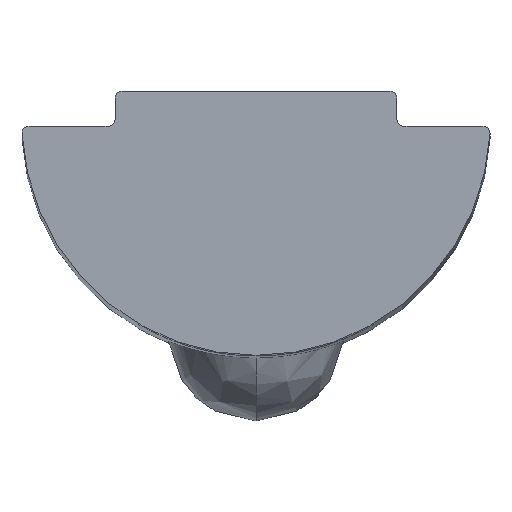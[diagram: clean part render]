
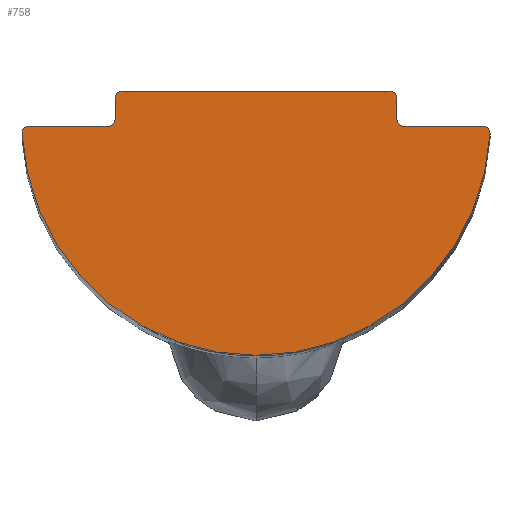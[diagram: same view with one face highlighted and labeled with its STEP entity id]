
A CAD part, top view. The second image highlights one B-rep face of the part: STEP entity #758.
In plain terms, the highlighted planar face has unit normal (0, 0, 1).
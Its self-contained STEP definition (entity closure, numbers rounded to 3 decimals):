
#15 = DIRECTION ( 'NONE',  ( -1., 0., 0. ) ) ;
#42 = VECTOR ( 'NONE', #450, 1000. ) ;
#45 = AXIS2_PLACEMENT_3D ( 'NONE', #522, #458, #80 ) ;
#47 = VERTEX_POINT ( 'NONE', #358 ) ;
#51 = DIRECTION ( 'NONE',  ( 1., 0., 0. ) ) ;
#52 = LINE ( 'NONE', #88, #42 ) ;
#80 = DIRECTION ( 'NONE',  ( -1., 0., 0. ) ) ;
#81 = EDGE_CURVE ( 'NONE', #866, #577, #787, .T. ) ;
#86 = LINE ( 'NONE', #460, #618 ) ;
#88 = CARTESIAN_POINT ( 'NONE',  ( 0., 0., 80. ) ) ;
#97 = ORIENTED_EDGE ( 'NONE', *, *, #122, .F. ) ;
#122 = EDGE_CURVE ( 'NONE', #446, #689, #525, .T. ) ;
#130 = CARTESIAN_POINT ( 'NONE',  ( -4.2, 0.2, 80. ) ) ;
#134 = ORIENTED_EDGE ( 'NONE', *, *, #313, .F. ) ;
#135 = DIRECTION ( 'NONE',  ( 0., 0., -1. ) ) ;
#138 = VERTEX_POINT ( 'NONE', #641 ) ;
#149 = DIRECTION ( 'NONE',  ( 1., 0., 0. ) ) ;
#154 = LINE ( 'NONE', #662, #935 ) ;
#162 = FACE_OUTER_BOUND ( 'NONE', #619, .T. ) ;
#165 = CARTESIAN_POINT ( 'NONE',  ( 4., 0.2, 80. ) ) ;
#178 = EDGE_CURVE ( 'NONE', #287, #689, #52, .T. ) ;
#182 = AXIS2_PLACEMENT_3D ( 'NONE', #343, #710, #423 ) ;
#187 = EDGE_CURVE ( 'NONE', #138, #906, #482, .T. ) ;
#189 = CARTESIAN_POINT ( 'NONE',  ( 0., 0.152, 80. ) ) ;
#200 = EDGE_CURVE ( 'NONE', #47, #606, #86, .T. ) ;
#264 = CIRCLE ( 'NONE', #45, 0.2 ) ;
#271 = DIRECTION ( 'NONE',  ( 0., 0., 1. ) ) ;
#275 = EDGE_CURVE ( 'NONE', #866, #687, #776, .T. ) ;
#280 = DIRECTION ( 'NONE',  ( 1., 0., 0. ) ) ;
#287 = VERTEX_POINT ( 'NONE', #668 ) ;
#298 = VERTEX_POINT ( 'NONE', #597 ) ;
#304 = DIRECTION ( 'NONE',  ( 0., 0., -1. ) ) ;
#313 = EDGE_CURVE ( 'NONE', #47, #687, #833, .T. ) ;
#343 = CARTESIAN_POINT ( 'NONE',  ( -6.442, -0.2, 80. ) ) ;
#357 = CARTESIAN_POINT ( 'NONE',  ( 4., 0.8, 80. ) ) ;
#358 = CARTESIAN_POINT ( 'NONE',  ( -4., 0.8, 80. ) ) ;
#359 = CARTESIAN_POINT ( 'NONE',  ( 3.8, 1., 80. ) ) ;
#374 = CARTESIAN_POINT ( 'NONE',  ( -3.8, 0.8, 80. ) ) ;
#388 = DIRECTION ( 'NONE',  ( 0., 0., -1. ) ) ;
#394 = PLANE ( 'NONE',  #882 ) ;
#412 = AXIS2_PLACEMENT_3D ( 'NONE', #806, #812, #149 ) ;
#419 = VERTEX_POINT ( 'NONE', #885 ) ;
#423 = DIRECTION ( 'NONE',  ( -1., 0., 0. ) ) ;
#427 = AXIS2_PLACEMENT_3D ( 'NONE', #374, #388, #538 ) ;
#436 = DIRECTION ( 'NONE',  ( 0., 1., 0. ) ) ;
#437 = AXIS2_PLACEMENT_3D ( 'NONE', #130, #135, #280 ) ;
#443 = ORIENTED_EDGE ( 'NONE', *, *, #595, .T. ) ;
#445 = CIRCLE ( 'NONE', #182, 0.2 ) ;
#446 = VERTEX_POINT ( 'NONE', #752 ) ;
#447 = DIRECTION ( 'NONE',  ( -1., 0., 0. ) ) ;
#450 = DIRECTION ( 'NONE',  ( -1., 0., 0. ) ) ;
#458 = DIRECTION ( 'NONE',  ( 0., 0., -1. ) ) ;
#460 = CARTESIAN_POINT ( 'NONE',  ( -4., 0., 80. ) ) ;
#469 = VECTOR ( 'NONE', #436, 1000. ) ;
#482 = CIRCLE ( 'NONE', #412, 0.2 ) ;
#504 = AXIS2_PLACEMENT_3D ( 'NONE', #510, #574, #583 ) ;
#510 = CARTESIAN_POINT ( 'NONE',  ( 3.8, 0.8, 80. ) ) ;
#521 = DIRECTION ( 'NONE',  ( 0., -1., 0. ) ) ;
#522 = CARTESIAN_POINT ( 'NONE',  ( 6.442, -0.2, 80. ) ) ;
#525 = CIRCLE ( 'NONE', #837, 0.2 ) ;
#534 = ORIENTED_EDGE ( 'NONE', *, *, #200, .T. ) ;
#538 = DIRECTION ( 'NONE',  ( -1., 0., 0. ) ) ;
#553 = CIRCLE ( 'NONE', #437, 0.2 ) ;
#559 = ORIENTED_EDGE ( 'NONE', *, *, #81, .F. ) ;
#572 = AXIS2_PLACEMENT_3D ( 'NONE', #667, #304, #15 ) ;
#574 = DIRECTION ( 'NONE',  ( 0., 0., -1. ) ) ;
#577 = VERTEX_POINT ( 'NONE', #357 ) ;
#583 = DIRECTION ( 'NONE',  ( -1., 0., 0. ) ) ;
#593 = VECTOR ( 'NONE', #447, 1000. ) ;
#595 = EDGE_CURVE ( 'NONE', #298, #138, #154, .T. ) ;
#596 = CARTESIAN_POINT ( 'NONE',  ( -3.8, 1., 80. ) ) ;
#597 = CARTESIAN_POINT ( 'NONE',  ( 6.442, 0., 80. ) ) ;
#599 = CARTESIAN_POINT ( 'NONE',  ( -6.442, 0., 80. ) ) ;
#606 = VERTEX_POINT ( 'NONE', #937 ) ;
#618 = VECTOR ( 'NONE', #521, 1000. ) ;
#619 = EDGE_LOOP ( 'NONE', ( #749, #559, #876, #134, #534, #930, #768, #97, #800, #794, #695, #443, #670 ) ) ;
#623 = EDGE_CURVE ( 'NONE', #419, #705, #688, .T. ) ;
#641 = CARTESIAN_POINT ( 'NONE',  ( 4.2, 0., 80. ) ) ;
#662 = CARTESIAN_POINT ( 'NONE',  ( 0., 0., 80. ) ) ;
#667 = CARTESIAN_POINT ( 'NONE',  ( 0., 0.152, 80. ) ) ;
#668 = CARTESIAN_POINT ( 'NONE',  ( -4.2, 0., 80. ) ) ;
#670 = ORIENTED_EDGE ( 'NONE', *, *, #187, .T. ) ;
#673 = CARTESIAN_POINT ( 'NONE',  ( 0., 1., 80. ) ) ;
#674 = EDGE_CURVE ( 'NONE', #298, #419, #264, .T. ) ;
#687 = VERTEX_POINT ( 'NONE', #596 ) ;
#688 = CIRCLE ( 'NONE', #572, 6.652 ) ;
#689 = VERTEX_POINT ( 'NONE', #599 ) ;
#695 = ORIENTED_EDGE ( 'NONE', *, *, #674, .F. ) ;
#705 = VERTEX_POINT ( 'NONE', #834 ) ;
#710 = DIRECTION ( 'NONE',  ( 0., 0., -1. ) ) ;
#717 = CARTESIAN_POINT ( 'NONE',  ( 4., 1., 80. ) ) ;
#749 = ORIENTED_EDGE ( 'NONE', *, *, #829, .T. ) ;
#752 = CARTESIAN_POINT ( 'NONE',  ( -6.642, -0.2, 80. ) ) ;
#758 = ADVANCED_FACE ( 'NONE', ( #162 ), #394, .T. ) ;
#768 = ORIENTED_EDGE ( 'NONE', *, *, #178, .T. ) ;
#776 = LINE ( 'NONE', #673, #593 ) ;
#778 = EDGE_CURVE ( 'NONE', #705, #446, #445, .T. ) ;
#787 = CIRCLE ( 'NONE', #504, 0.2 ) ;
#794 = ORIENTED_EDGE ( 'NONE', *, *, #623, .F. ) ;
#800 = ORIENTED_EDGE ( 'NONE', *, *, #778, .F. ) ;
#806 = CARTESIAN_POINT ( 'NONE',  ( 4.2, 0.2, 80. ) ) ;
#812 = DIRECTION ( 'NONE',  ( 0., 0., -1. ) ) ;
#829 = EDGE_CURVE ( 'NONE', #906, #577, #907, .T. ) ;
#833 = CIRCLE ( 'NONE', #427, 0.2 ) ;
#834 = CARTESIAN_POINT ( 'NONE',  ( -6.642, -0.211, 80. ) ) ;
#837 = AXIS2_PLACEMENT_3D ( 'NONE', #867, #929, #938 ) ;
#866 = VERTEX_POINT ( 'NONE', #359 ) ;
#867 = CARTESIAN_POINT ( 'NONE',  ( -6.442, -0.2, 80. ) ) ;
#875 = EDGE_CURVE ( 'NONE', #606, #287, #553, .T. ) ;
#876 = ORIENTED_EDGE ( 'NONE', *, *, #275, .T. ) ;
#882 = AXIS2_PLACEMENT_3D ( 'NONE', #189, #271, #51 ) ;
#885 = CARTESIAN_POINT ( 'NONE',  ( 6.642, -0.211, 80. ) ) ;
#906 = VERTEX_POINT ( 'NONE', #165 ) ;
#907 = LINE ( 'NONE', #717, #469 ) ;
#929 = DIRECTION ( 'NONE',  ( 0., 0., -1. ) ) ;
#930 = ORIENTED_EDGE ( 'NONE', *, *, #875, .T. ) ;
#935 = VECTOR ( 'NONE', #940, 1000. ) ;
#937 = CARTESIAN_POINT ( 'NONE',  ( -4., 0.2, 80. ) ) ;
#938 = DIRECTION ( 'NONE',  ( -1., 0., 0. ) ) ;
#940 = DIRECTION ( 'NONE',  ( -1., 0., 0. ) ) ;
